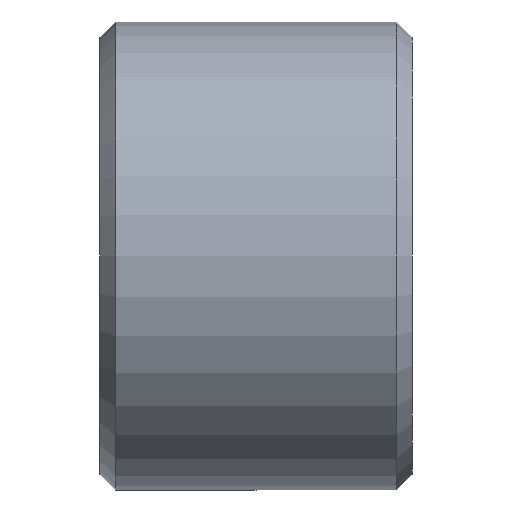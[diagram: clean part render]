
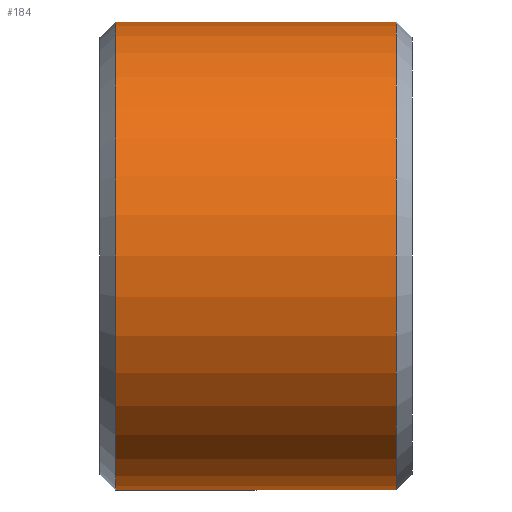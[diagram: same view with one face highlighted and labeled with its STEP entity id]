
A CAD part, left-side view. The second image highlights one B-rep face of the part: STEP entity #184.
In plain terms, the highlighted cylindrical face has radius 7.5 mm (diameter 15 mm), a partial arc.
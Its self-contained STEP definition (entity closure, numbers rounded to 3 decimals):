
#15 = EDGE_CURVE ( 'NONE', #39, #16, #66, .T. ) ;
#16 = VERTEX_POINT ( 'NONE', #62 ) ;
#17 = VERTEX_POINT ( 'NONE', #61 ) ;
#19 = EDGE_CURVE ( 'NONE', #38, #17, #60, .T. ) ;
#38 = VERTEX_POINT ( 'NONE', #84 ) ;
#39 = VERTEX_POINT ( 'NONE', #83 ) ;
#57 = DIRECTION ( 'NONE',  ( 0., 1., 0. ) ) ;
#58 = VECTOR ( 'NONE', #57, 1000. ) ;
#59 = CARTESIAN_POINT ( 'NONE',  ( 0., 20.182, -7.5 ) ) ;
#60 = LINE ( 'NONE', #59, #58 ) ;
#61 = CARTESIAN_POINT ( 'NONE',  ( 0., 4.5, -7.5 ) ) ;
#62 = CARTESIAN_POINT ( 'NONE',  ( 0., 4.5, 7.5 ) ) ;
#63 = DIRECTION ( 'NONE',  ( 0., 1., 0. ) ) ;
#64 = VECTOR ( 'NONE', #63, 1000. ) ;
#65 = CARTESIAN_POINT ( 'NONE',  ( 0., 20.182, 7.5 ) ) ;
#66 = LINE ( 'NONE', #65, #64 ) ;
#83 = CARTESIAN_POINT ( 'NONE',  ( 0., -4.5, 7.5 ) ) ;
#84 = CARTESIAN_POINT ( 'NONE',  ( 0., -4.5, -7.5 ) ) ;
#184 = ADVANCED_FACE ( 'NONE', ( #272 ), #271, .T. ) ;
#185 = EDGE_LOOP ( 'NONE', ( #186, #187, #189, #190 ) ) ;
#186 = ORIENTED_EDGE ( 'NONE', *, *, #19, .F. ) ;
#187 = ORIENTED_EDGE ( 'NONE', *, *, #188, .T. ) ;
#188 = EDGE_CURVE ( 'NONE', #38, #39, #265, .T. ) ;
#189 = ORIENTED_EDGE ( 'NONE', *, *, #15, .T. ) ;
#190 = ORIENTED_EDGE ( 'NONE', *, *, #216, .F. ) ;
#216 = EDGE_CURVE ( 'NONE', #17, #16, #424, .T. ) ;
#241 = CARTESIAN_POINT ( 'NONE',  ( 0., 4.5, 0. ) ) ;
#262 = DIRECTION ( 'NONE',  ( 0., 0., 1. ) ) ;
#263 = DIRECTION ( 'NONE',  ( 0., 1., 0. ) ) ;
#264 = AXIS2_PLACEMENT_3D ( 'NONE', #270, #263, #262 ) ;
#265 = CIRCLE ( 'NONE', #264, 7.5 ) ;
#266 = DIRECTION ( 'NONE',  ( 0., 0., 1. ) ) ;
#267 = DIRECTION ( 'NONE',  ( 0., 1., 0. ) ) ;
#268 = CARTESIAN_POINT ( 'NONE',  ( 0., 20.182, 0. ) ) ;
#269 = AXIS2_PLACEMENT_3D ( 'NONE', #268, #267, #266 ) ;
#270 = CARTESIAN_POINT ( 'NONE',  ( 0., -4.5, 0. ) ) ;
#271 = CYLINDRICAL_SURFACE ( 'NONE', #269, 7.5 ) ;
#272 = FACE_OUTER_BOUND ( 'NONE', #185, .T. ) ;
#421 = DIRECTION ( 'NONE',  ( 0., 0., 1. ) ) ;
#422 = DIRECTION ( 'NONE',  ( 0., 1., 0. ) ) ;
#423 = AXIS2_PLACEMENT_3D ( 'NONE', #241, #422, #421 ) ;
#424 = CIRCLE ( 'NONE', #423, 7.5 ) ;
